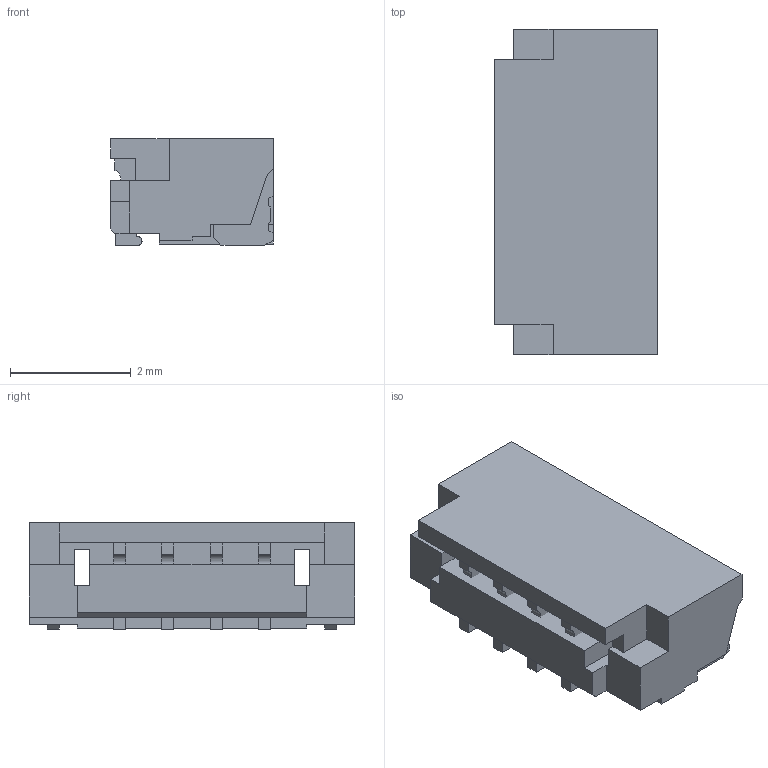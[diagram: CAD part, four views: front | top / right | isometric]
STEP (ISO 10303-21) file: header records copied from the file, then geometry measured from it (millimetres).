
FILE_DESCRIPTION(/* description */ (''),/* implementation_level */ '2;1');
FILE_NAME(/* name */ 'sm04b-surs-tf.step',/* time_stamp */ '2022-06-23T01:39:49-04:00',/* author */ (''),/* organization */ (''),/* preprocessor_version */ 'ST-DEVELOPER v19',/* originating_system */ 'Autodesk Translation Framework v11.7.0.108',/* authorisation */ '');
FILE_SCHEMA (('AUTOMOTIVE_DESIGN { 1 0 10303 214 3 1 1 }'));
Length unit declared in the file: millimetre
Products named in the file (1): sm04b-surs-tf
Bounding box: 2.7 x 5.4 x 1.77 mm (x, y, z)
Volume: 16 mm3; surface area: 104.9 mm2
Topology: 7 solids, 7 shells, 190 faces, 517 edges, 338 vertices
Faces by surface type: plane 176, cylinder 14
Entity records: 5918 total; most frequent: CARTESIAN_POINT 1046, ORIENTED_EDGE 1034, DIRECTION 927, EDGE_CURVE 517, LINE 489, VECTOR 489, VERTEX_POINT 338, AXIS2_PLACEMENT_3D 219
